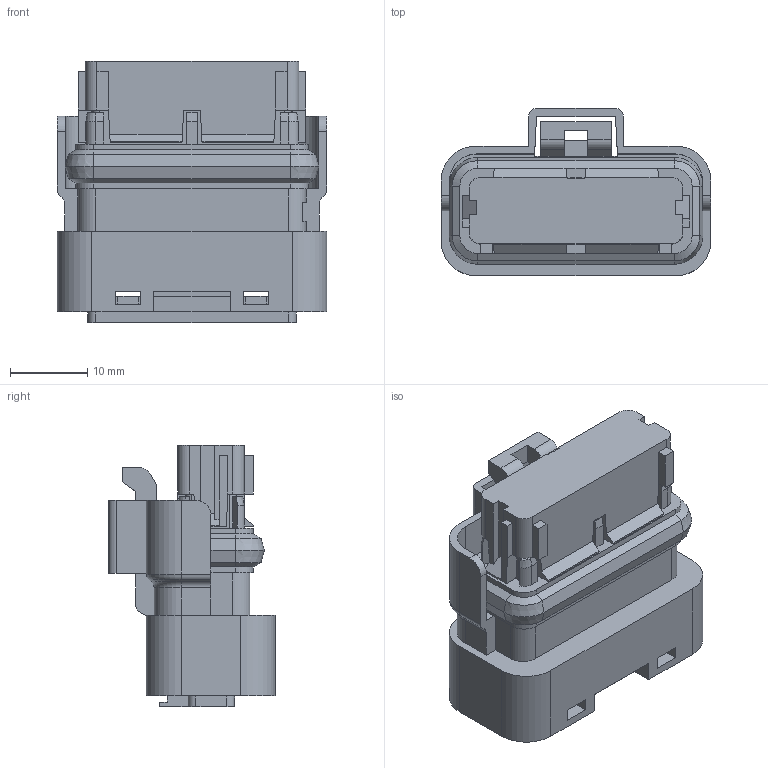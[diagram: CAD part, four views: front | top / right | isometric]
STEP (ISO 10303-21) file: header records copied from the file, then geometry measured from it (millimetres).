
FILE_DESCRIPTION(/* description */ (''),/* implementation_level */ '2;1');
FILE_NAME(/* name */ '10866615-ENV10_01-CONN.stp',/* time_stamp */ '2020-02-21T17:25:10+06:00',/* author */ (''),/* organization */ (''),/* preprocessor_version */ 'ST-DEVELOPER v16',/* originating_system */ 'SIEMENS PLM Software NX 11.0',/* authorisation */ '');
FILE_SCHEMA (('AP203_CONFIGURATION_CONTROLLED_3D_DESIGN_OF_MECHANICAL_PARTS_AND_ASSEMBLIES_MIM_LF { 1 0 10303 403 2 1 2}'));
Length unit declared in the file: millimetre
Products named in the file (1): hjcv7050C10C1vcj
Bounding box: 34.9 x 21.6 x 33.8 mm (x, y, z)
Volume: 13372.3 mm3; surface area: 7403.1 mm2
Topology: 1 solids, 1 shells, 374 faces, 1076 edges, 688 vertices
Faces by surface type: plane 289, cylinder 55, cone 26, torus 4
Entity records: 12208 total; most frequent: CARTESIAN_POINT 2199, ORIENTED_EDGE 2152, DIRECTION 1958, EDGE_CURVE 1076, LINE 916, VECTOR 916, VERTEX_POINT 688, AXIS2_PLACEMENT_3D 521
